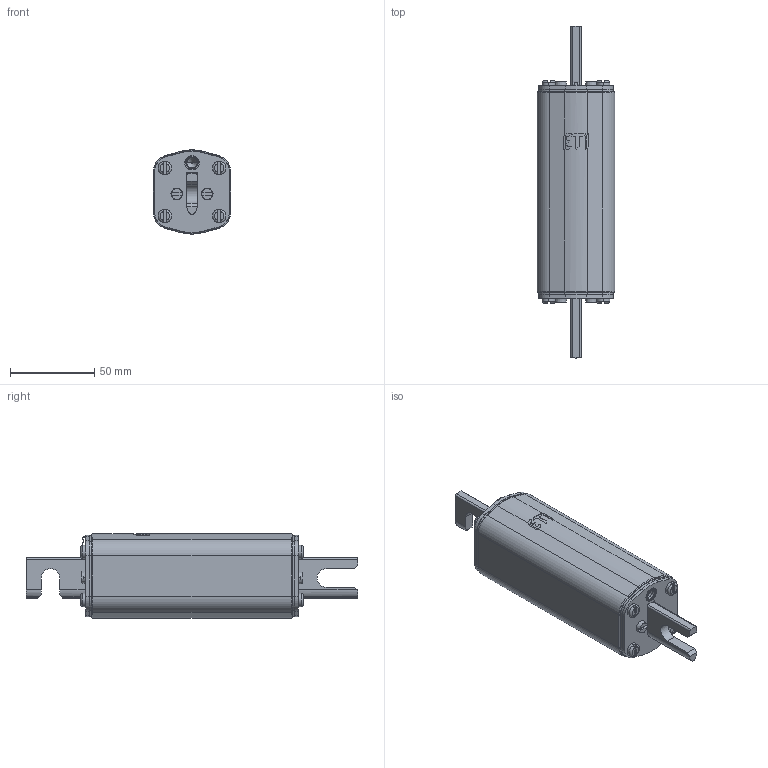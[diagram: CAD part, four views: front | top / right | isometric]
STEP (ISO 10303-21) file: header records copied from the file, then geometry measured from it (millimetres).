
FILE_DESCRIPTION((''),'2;1');
FILE_NAME('1XLS_1100V_ASM','2021-09-27T',('marketing.praksa'),('Audax d.o.o.'),'CREO PARAMETRIC BY PTC INC, 2017480','CREO PARAMETRIC BY PTC INC, 2017480','');
FILE_SCHEMA(('AUTOMOTIVE_DESIGN { 1 0 10303 214 1 1 1 1 }'));
Length unit declared in the file: millimetre
Products named in the file (14): 0000029730_1; 0000015141_1_1_2_3; 0000016899_1; 0000015247_AF0_1_1_2_3_4; 0000015241_AF0_1; 0000015250_ASM_1_ASM; 0000015247_AF1_1; 0000015244_AF0_1; 0000015261_ASM_1_ASM; 0000015999_1_1_2_3; 0000015360_1_1_2_3_4_5_6_7_8_13; 0000015419_1_1_2_3_4_5_6_7; 0000016201_AF0_1_1_2_3_4; 1XLS_1100V_ASM
Assembly tree (26 placements, depth 3):
  1XLS_1100V_ASM
    0000029730_1
    0000015141_1_1_2_3  x2
    0000016899_1  x2
    0000015250_ASM_1_ASM
      0000015247_AF0_1_1_2_3_4
      0000015241_AF0_1
    0000015261_ASM_1_ASM
      0000015247_AF1_1
      0000015244_AF0_1
    0000015999_1_1_2_3  x2
    0000015360_1_1_2_3_4_5_6_7_8_13  x8
    0000015419_1_1_2_3_4_5_6_7  x4
    0000016201_AF0_1_1_2_3_4
Bounding box: 46 x 197 x 50 mm (x, y, z)
Volume: 266255.3 mm3; surface area: 56114.9 mm2
Topology: 24 solids, 40 shells, 798 faces, 1973 edges, 1246 vertices
Faces by surface type: cylinder 329, plane 274, cone 92, torus 68, extrusion 25, bspline 10
Entity records: 24034 total; most frequent: CARTESIAN_POINT 4242, DIRECTION 2761, ORIENTED_EDGE 2506, EDGE_CURVE 1279, AXIS2_PLACEMENT_3D 1058, PRESENTATION_STYLE_ASSIGNMENT 904, STYLED_ITEM 848, VERTEX_POINT 826
